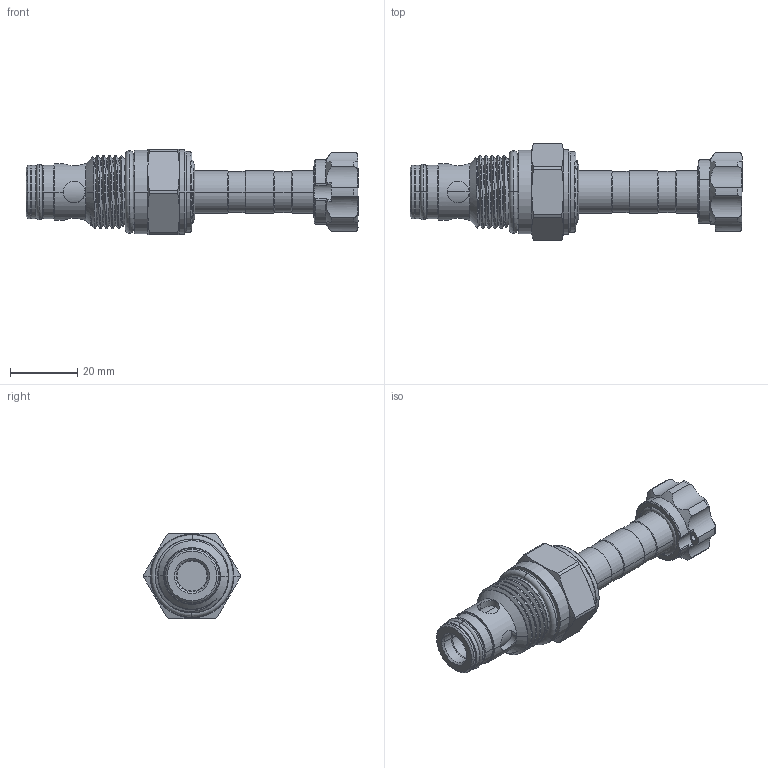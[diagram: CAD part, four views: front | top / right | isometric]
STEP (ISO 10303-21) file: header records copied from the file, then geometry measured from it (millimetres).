
FILE_DESCRIPTION (( 'STEP AP203' ), '1' );
FILE_NAME ('EP10W2A05N05.STEP', '2016-08-23T00:41:11', ( '' ), ( '' ), 'SwSTEP 2.0', 'SolidWorks 2012', '' );
FILE_SCHEMA (( 'CONFIG_CONTROL_DESIGN' ));
Length unit declared in the file: millimetre
Products named in the file (1): EP10W2A05N05
Bounding box: 99.1 x 28.8 x 25.4 mm (x, y, z)
Volume: 25931.7 mm3; surface area: 10099.8 mm2
Topology: 6 solids, 6 shells, 219 faces, 521 edges, 319 vertices
Faces by surface type: cylinder 104, cone 39, torus 38, plane 24, bspline 14
Entity records: 14197 total; most frequent: CARTESIAN_POINT 9241, ORIENTED_EDGE 1042, DIRECTION 1022, EDGE_CURVE 521, AXIS2_PLACEMENT_3D 439, VERTEX_POINT 319, EDGE_LOOP 236, CIRCLE 233
